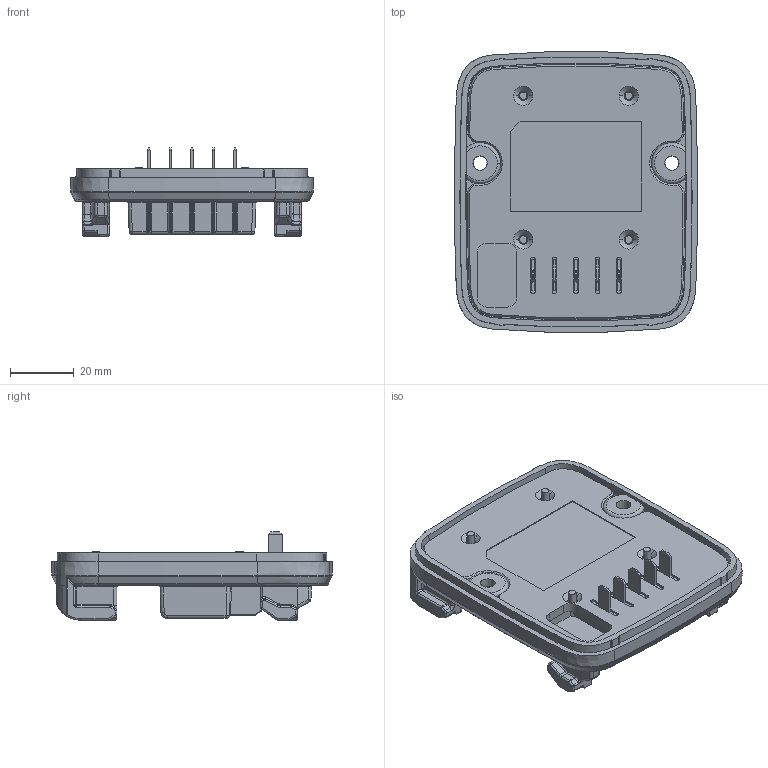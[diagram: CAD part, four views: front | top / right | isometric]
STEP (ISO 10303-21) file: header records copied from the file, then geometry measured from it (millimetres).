
FILE_DESCRIPTION((''),'2;1');
FILE_NAME('4211608386_ASM','2017-06-01T',('TOOan'),(''),'CREO PARAMETRIC BY PTC INC, 2016260','CREO PARAMETRIC BY PTC INC, 2016260','');
FILE_SCHEMA(('CONFIG_CONTROL_DESIGN','GEOMETRIC_VALIDATION_PROPERTIES_MIM'));
Products named in the file (8): 4211608322; 4211608319; 4211608389_ASM; STRB_ADAPTER_BOARD; 4211608323; 4220534580_ASM; 4211608320; 4211608386_ASM
Assembly tree (15 placements, depth 3):
  4211608386_ASM
    4211608389_ASM
      4211608322
      4211608319  x5
    4220534580_ASM
      STRB_ADAPTER_BOARD
      4211608323  x5
    4211608320
Bounding box: 76 x 87.75 x 27.66 mm (x, y, z)
Volume: 51560.5 mm3; surface area: 44443.8 mm2
Topology: 13 solids, 13 shells, 1783 faces, 4651 edges, 2872 vertices
Faces by surface type: plane 707, cylinder 658, cone 151, bspline 130, torus 97, sphere 34, extrusion 6
Entity records: 56877 total; most frequent: CARTESIAN_POINT 15692, ORIENTED_EDGE 6570, DIRECTION 6216, PRESENTATION_STYLE_ASSIGNMENT 3307, STYLED_ITEM 3290, CURVE_STYLE 3285, EDGE_CURVE 3285, AXIS2_PLACEMENT_3D 2220
